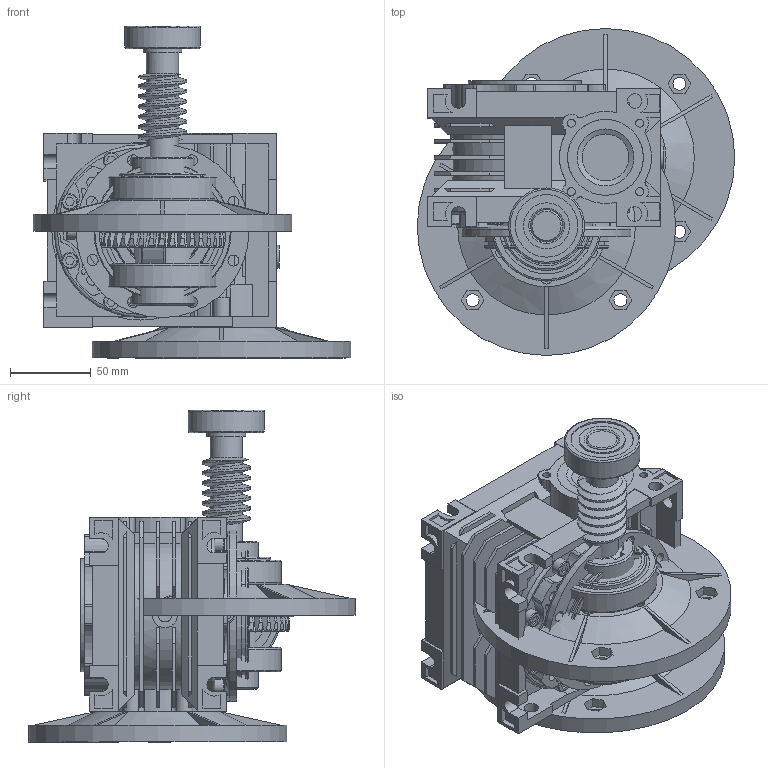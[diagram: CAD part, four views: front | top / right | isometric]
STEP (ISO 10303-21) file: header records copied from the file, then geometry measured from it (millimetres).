
FILE_DESCRIPTION( ( 'Unknown' ), '1' );
FILE_NAME( 'RV50.stp', 'Unknown', ( 'Unknown' ), ( 'Unknown' ), 'PSStep 10.0', 'Unknown', ' ' );
FILE_SCHEMA( ( 'automotive_design' ) );
Length unit declared in the file: millimetre
Products named in the file (29): Assem1; Gruppo_vite_50; Gruppo_Corona; Cu-rrs 6008 C; Corona; Vite_50; Cu-rrs 6006 RS1 A; Cu-rrs 6204 2RS1 C; V-tcei M  6 x 16; V-tcei M  6 x 16-oa0; V-tcei M  6 x 16-oa1; V-tcei M  6 x 16-oa2; V-tcei M  6 x 16-oa3; V-tcei M  6 x 16-oa4; TCBCE M 10x1; Anello-elastico-chiuso  50; Or OR 2200; V-tcei M  6 x 12; Or OR 181X; SM-F  30x47x7; SM-F 40x62x8; SM-F 40x62x8-oa5; Corpo; 2240050E01603; Tappo; Ghiera11
Bounding box: 196.5 x 202.5 x 205.5 mm (x, y, z)
Volume: 2013819.7 mm3; surface area: 908653.6 mm2
Topology: 66 solids, 81 shells, 3560 faces, 9215 edges, 6101 vertices
Faces by surface type: plane 1630, cylinder 1361, cone 328, torus 235, bspline 6
Full cylindrical faces by diameter (mm): 2.5 x4, 4.917 x28, 5 x8, 6 x21, 6.6 x12, 6.647 x16, 6.8 x16, 8 x8, 8.4 x2, 8.8 x8, 8.917 x2, 9 x8, 10 x23, 14 x2, 15.5 x4, 20 x30, 24 x3, 28.5 x6, 30 x6, 32.9 x3, 35 x3, 35.6 x6, 38.7 x6, 39.9 x6, 40 x5, 44 x2, 45 x6, 45.833 x2, 46.9 x6, 47 x7
Entity records: 49337 total; most frequent: CARTESIAN_POINT 11956, DIRECTION 7548, ORIENTED_EDGE 7430, EDGE_CURVE 3715, AXIS2_PLACEMENT_3D 2852, VERTEX_POINT 2587, EDGE_LOOP 1960, LINE 1844
